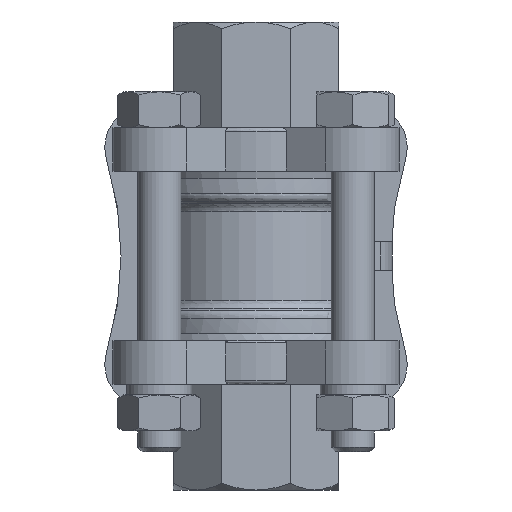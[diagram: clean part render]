
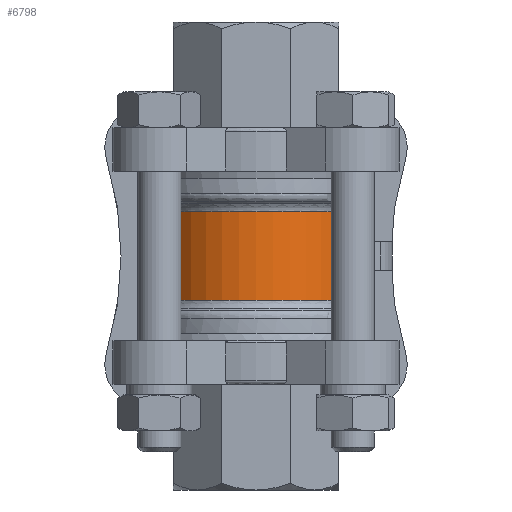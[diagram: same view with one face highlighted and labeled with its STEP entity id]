
A CAD part, front view. The second image highlights one B-rep face of the part: STEP entity #6798.
In plain terms, the highlighted cylindrical face has radius 14.05 mm (diameter 28.1 mm), a partial arc.
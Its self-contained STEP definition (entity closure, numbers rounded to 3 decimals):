
#80=LINE('',#10983,#415);
#81=LINE('',#10987,#416);
#415=VECTOR('',#8389,1000.);
#416=VECTOR('',#8392,1000.);
#700=CYLINDRICAL_SURFACE('',#7356,14.05);
#1198=CIRCLE('',#7352,14.05);
#1200=CIRCLE('',#7357,14.05);
#1813=ORIENTED_EDGE('',*,*,#3846,.T.);
#1814=ORIENTED_EDGE('',*,*,#3854,.T.);
#1815=ORIENTED_EDGE('',*,*,#3855,.F.);
#1816=ORIENTED_EDGE('',*,*,#3856,.F.);
#3846=EDGE_CURVE('',#4845,#4844,#1198,.T.);
#3854=EDGE_CURVE('',#4844,#4851,#80,.T.);
#3855=EDGE_CURVE('',#4852,#4851,#1200,.T.);
#3856=EDGE_CURVE('',#4845,#4852,#81,.T.);
#4844=VERTEX_POINT('',#10947);
#4845=VERTEX_POINT('',#10949);
#4851=VERTEX_POINT('',#10984);
#4852=VERTEX_POINT('',#10986);
#5721=EDGE_LOOP('',(#1813,#1814,#1815,#1816));
#6254=FACE_BOUND('',#5721,.T.);
#6798=ADVANCED_FACE('',(#6254),#700,.T.);
#7352=AXIS2_PLACEMENT_3D('',#10948,#8379,#8380);
#7356=AXIS2_PLACEMENT_3D('',#10982,#8387,#8388);
#7357=AXIS2_PLACEMENT_3D('',#10985,#8390,#8391);
#8379=DIRECTION('',(0.,0.,-1.));
#8380=DIRECTION('',(-1.,0.,0.));
#8387=DIRECTION('',(0.,0.,-1.));
#8388=DIRECTION('',(-1.,0.,0.));
#8389=DIRECTION('',(0.,0.,-1.));
#8390=DIRECTION('',(0.,0.,-1.));
#8391=DIRECTION('',(-1.,0.,0.));
#8392=DIRECTION('',(0.,0.,-1.));
#10947=CARTESIAN_POINT('',(-13.172,-4.888,6.179));
#10948=CARTESIAN_POINT('',(0.,0.,6.179));
#10949=CARTESIAN_POINT('',(13.172,-4.888,6.179));
#10982=CARTESIAN_POINT('',(0.,0.,-17.8));
#10983=CARTESIAN_POINT('',(-13.172,-4.888,10.8));
#10984=CARTESIAN_POINT('',(-13.172,-4.888,-6.179));
#10985=CARTESIAN_POINT('',(0.,0.,-6.179));
#10986=CARTESIAN_POINT('',(13.172,-4.888,-6.179));
#10987=CARTESIAN_POINT('',(13.172,-4.888,10.8));
